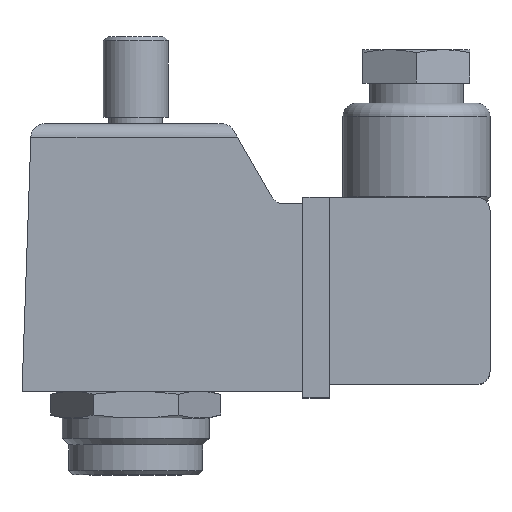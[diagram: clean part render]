
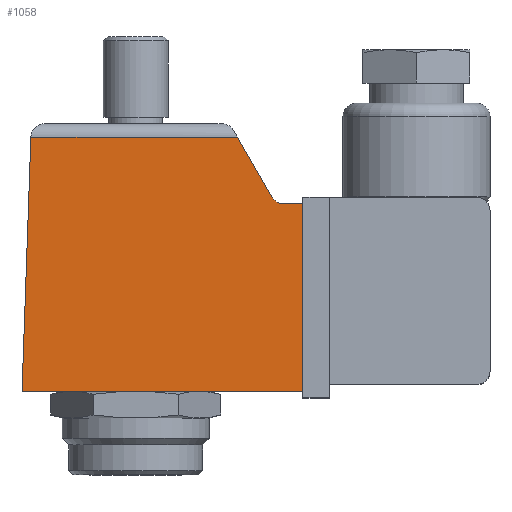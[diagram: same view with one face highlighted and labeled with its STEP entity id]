
A CAD part, top view. The second image highlights one B-rep face of the part: STEP entity #1058.
In plain terms, the highlighted planar face has unit normal (0, 0, 1).
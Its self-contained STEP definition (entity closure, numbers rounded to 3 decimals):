
#112=CIRCLE('',#1152,2.);
#211=ORIENTED_EDGE('',*,*,#477,.T.);
#212=ORIENTED_EDGE('',*,*,#486,.T.);
#213=ORIENTED_EDGE('',*,*,#503,.T.);
#214=ORIENTED_EDGE('',*,*,#489,.T.);
#215=ORIENTED_EDGE('',*,*,#493,.F.);
#216=ORIENTED_EDGE('',*,*,#496,.T.);
#217=ORIENTED_EDGE('',*,*,#504,.F.);
#477=EDGE_CURVE('',#625,#626,#709,.T.);
#486=EDGE_CURVE('',#626,#632,#715,.T.);
#489=EDGE_CURVE('',#636,#635,#718,.T.);
#493=EDGE_CURVE('',#638,#635,#112,.T.);
#496=EDGE_CURVE('',#638,#641,#722,.T.);
#503=EDGE_CURVE('',#632,#636,#724,.T.);
#504=EDGE_CURVE('',#625,#641,#725,.F.);
#625=VERTEX_POINT('',#1662);
#626=VERTEX_POINT('',#1663);
#632=VERTEX_POINT('',#1678);
#635=VERTEX_POINT('',#1685);
#636=VERTEX_POINT('',#1687);
#638=VERTEX_POINT('',#1693);
#641=VERTEX_POINT('',#1700);
#709=LINE('',#1661,#777);
#715=LINE('',#1679,#783);
#718=LINE('',#1686,#786);
#722=LINE('',#1701,#790);
#724=LINE('',#1712,#792);
#725=LINE('',#1713,#793);
#777=VECTOR('',#1296,1000.);
#783=VECTOR('',#1310,1000.);
#786=VECTOR('',#1315,1000.);
#790=VECTOR('',#1329,1000.);
#792=VECTOR('',#1347,1000.);
#793=VECTOR('',#1348,1000.);
#850=EDGE_LOOP('',(#211,#212,#213,#214,#215,#216,#217));
#938=FACE_BOUND('',#850,.T.);
#1014=PLANE('',#1162);
#1058=ADVANCED_FACE('',(#938),#1014,.T.);
#1152=AXIS2_PLACEMENT_3D('',#1694,#1322,#1323);
#1162=AXIS2_PLACEMENT_3D('',#1711,#1345,#1346);
#1296=DIRECTION('',(-0.035,-0.999,0.));
#1310=DIRECTION('',(1.,0.,0.));
#1315=DIRECTION('',(-1.,0.,0.));
#1322=DIRECTION('',(0.,0.,1.));
#1323=DIRECTION('',(1.,0.,0.));
#1329=DIRECTION('',(-0.5,0.866,0.));
#1345=DIRECTION('',(0.,0.,1.));
#1346=DIRECTION('',(1.,0.,0.));
#1347=DIRECTION('',(0.,1.,0.));
#1348=DIRECTION('',(-1.,0.,0.));
#1661=CARTESIAN_POINT('',(-15.671,38.07,14.75));
#1662=CARTESIAN_POINT('',(-15.673,38.,14.75));
#1663=CARTESIAN_POINT('',(-17.,0.,14.75));
#1678=CARTESIAN_POINT('',(25.,0.,14.75));
#1679=CARTESIAN_POINT('',(-17.,0.,14.75));
#1685=CARTESIAN_POINT('',(22.155,28.,14.75));
#1686=CARTESIAN_POINT('',(25.,28.,14.75));
#1687=CARTESIAN_POINT('',(25.,28.,14.75));
#1693=CARTESIAN_POINT('',(20.423,29.,14.75));
#1694=CARTESIAN_POINT('',(22.155,30.,14.75));
#1700=CARTESIAN_POINT('',(15.226,38.,14.75));
#1701=CARTESIAN_POINT('',(20.423,29.,14.75));
#1711=CARTESIAN_POINT('',(22.155,30.,14.75));
#1712=CARTESIAN_POINT('',(25.,0.,14.75));
#1713=CARTESIAN_POINT('',(45.,38.,14.75));
